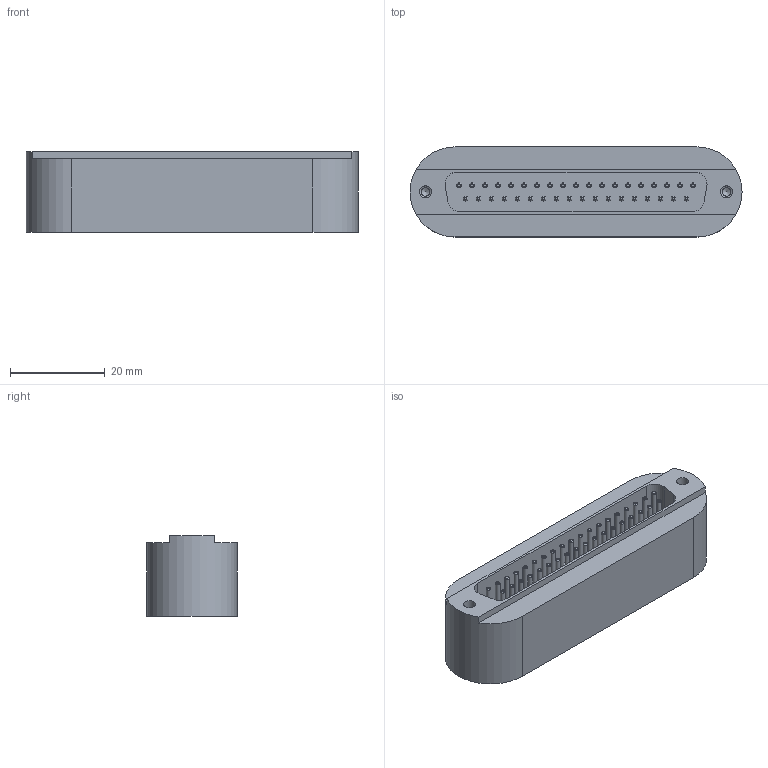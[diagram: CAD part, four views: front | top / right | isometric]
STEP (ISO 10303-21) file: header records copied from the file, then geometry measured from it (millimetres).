
FILE_DESCRIPTION(/* description */ (''),/* implementation_level */ '2;1');
FILE_NAME(/* name */ '218-D37-SS.step',/* time_stamp */ '2018-07-11T13:52:15+01:00',/* author */ ('tony.weedon6RFFS'),/* organization */ (''),/* preprocessor_version */ 'ST-DEVELOPER v17',/* originating_system */ 'Autodesk Translation Framework v7.1.0.215',/* authorisation */ '');
FILE_SCHEMA (('AUTOMOTIVE_DESIGN { 1 0 10303 214 3 1 1 }'));
Length unit declared in the file: millimetre
Products named in the file (1): 218-D37-SS 2
Bounding box: 70 x 19 x 17 mm (x, y, z)
Volume: 13120.9 mm3; surface area: 8853.4 mm2
Topology: 1 solids, 1 shells, 271 faces, 691 edges, 499 vertices
Faces by surface type: plane 95, cylinder 94, torus 74, cone 8
Full cylindrical faces by diameter (mm): 1 x74, 1.8 x4, 2.54 x4
Entity records: 8719 total; most frequent: DIRECTION 1772, CARTESIAN_POINT 1458, ORIENTED_EDGE 1374, AXIS2_PLACEMENT_3D 813, EDGE_CURVE 687, CIRCLE 541, VERTEX_POINT 499, EDGE_LOOP 352
